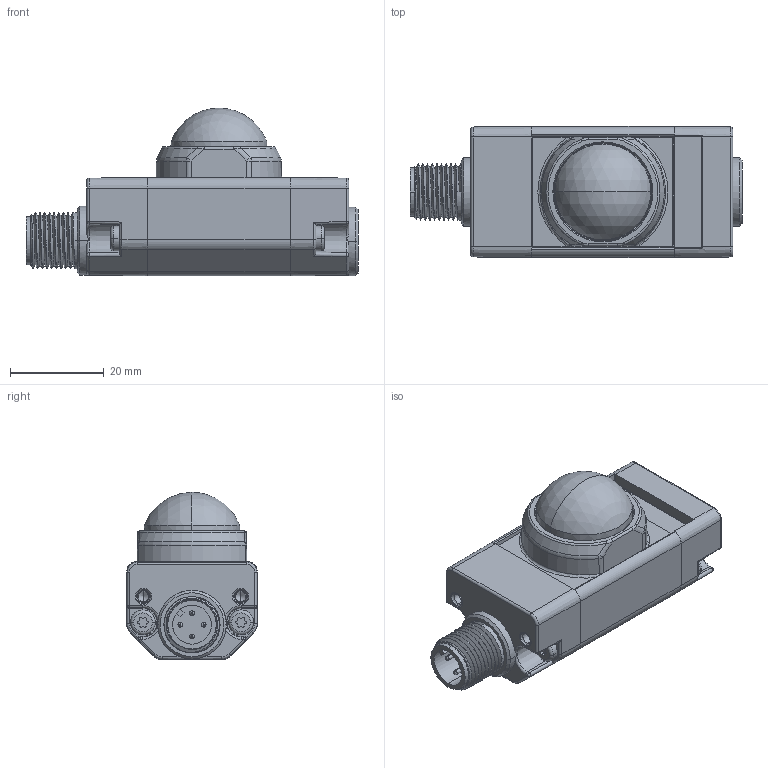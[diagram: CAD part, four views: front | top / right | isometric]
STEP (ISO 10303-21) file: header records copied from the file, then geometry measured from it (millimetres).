
FILE_DESCRIPTION((''),'2;1');
FILE_NAME('211625_ASM','2019-04-17T10:13:25',('pdmadmin'),('BANNER ENGINEERING'),'CREO PARAMETRIC BY PTC INC, 2018300','CREO PARAMETRIC BY PTC INC, 2018300','');
FILE_SCHEMA(('CONFIG_CONTROL_DESIGN'));
Products named in the file (9): 171016_AF0; 171182_ASM; 183973; VZWLLD; 156546; 153079; 08427; 114466; 211625_ASM
Assembly tree (11 placements, depth 3):
  211625_ASM
    171182_ASM
      171016_AF0
    183973
    VZWLLD
    156546
    153079
    08427
    114466  x4
Bounding box: 71 x 28 x 35.88 mm (x, y, z)
Volume: 18202.1 mm3; surface area: 20001.8 mm2
Topology: 10 solids, 15 shells, 1645 faces, 4403 edges, 2795 vertices
Faces by surface type: cylinder 583, plane 553, bspline 236, cone 144, torus 108, sphere 19, extrusion 2
Entity records: 49326 total; most frequent: CARTESIAN_POINT 22348, ORIENTED_EDGE 5912, DIRECTION 5286, EDGE_CURVE 2966, AXIS2_PLACEMENT_3D 2042, VERTEX_POINT 1856, VECTOR 1202, LINE 1200
